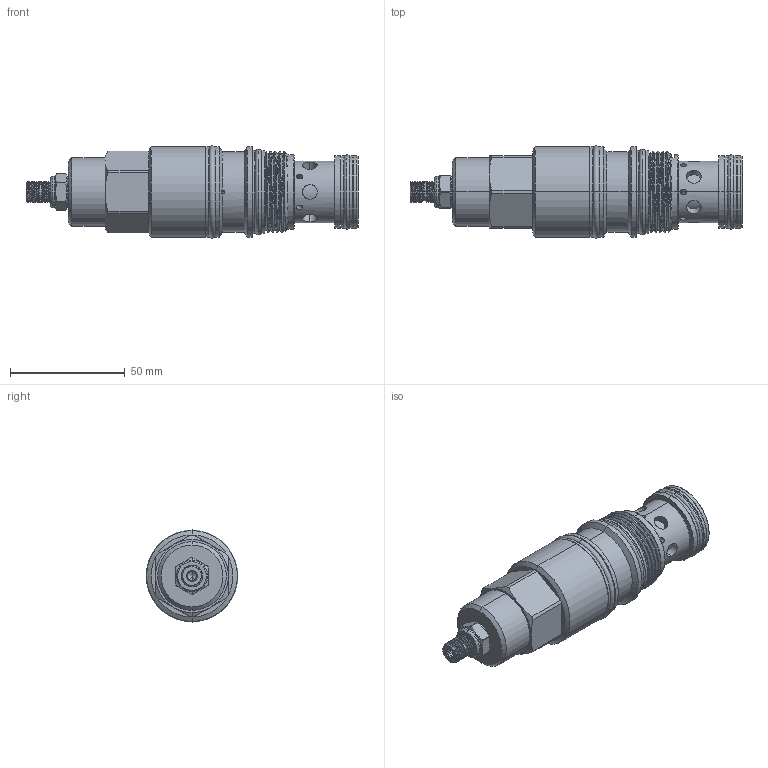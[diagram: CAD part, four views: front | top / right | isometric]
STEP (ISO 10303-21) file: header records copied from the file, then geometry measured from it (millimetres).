
FILE_DESCRIPTION (( 'STEP AP203' ), '1' );
FILE_NAME ('SD17A30-L.STEP', '2020-03-27T02:02:03', ( '' ), ( '' ), 'SwSTEP 2.0', 'SolidWorks 2018', '' );
FILE_SCHEMA (( 'CONFIG_CONTROL_DESIGN' ));
Length unit declared in the file: millimetre
Products named in the file (1): SD17A30-L
Bounding box: 144.95 x 40.39 x 40.39 mm (x, y, z)
Volume: 113934 mm3; surface area: 25446.6 mm2
Topology: 7 solids, 7 shells, 288 faces, 676 edges, 420 vertices
Faces by surface type: cylinder 146, plane 63, cone 41, torus 29, bspline 9
Entity records: 16795 total; most frequent: CARTESIAN_POINT 10375, ORIENTED_EDGE 1348, DIRECTION 1302, EDGE_CURVE 674, AXIS2_PLACEMENT_3D 540, VERTEX_POINT 420, EDGE_LOOP 320, FACE_OUTER_BOUND 288
